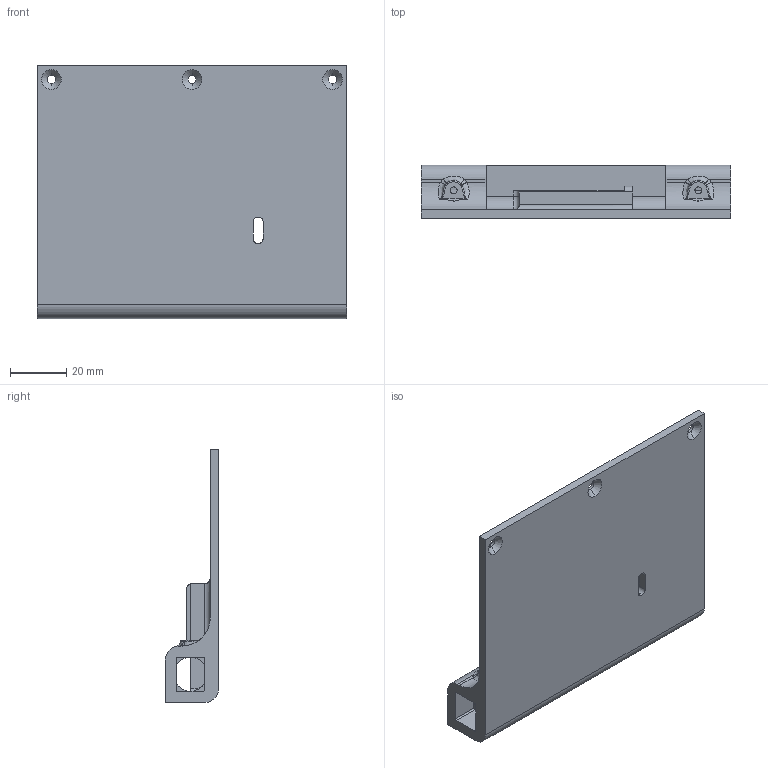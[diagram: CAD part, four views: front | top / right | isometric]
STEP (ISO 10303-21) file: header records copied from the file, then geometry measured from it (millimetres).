
FILE_DESCRIPTION (( 'STEP AP214' ), '1' );
FILE_NAME ('BasicDriveNule.STEP', '2024-05-10T16:13:04', ( '' ), ( '' ), 'SwSTEP 2.0', 'SolidWorks 2022', '' );
FILE_SCHEMA (( 'AUTOMOTIVE_DESIGN' ));
Length unit declared in the file: millimetre
Products named in the file (1): BasicDriveNule
Bounding box: 110 x 19 x 90 mm (x, y, z)
Volume: 45064 mm3; surface area: 28471 mm2
Topology: 1 solids, 1 shells, 166 faces, 441 edges, 277 vertices
Faces by surface type: cylinder 62, plane 61, bspline 20, torus 17, cone 6
Entity records: 6231 total; most frequent: CARTESIAN_POINT 2084, ORIENTED_EDGE 874, DIRECTION 860, EDGE_CURVE 437, AXIS2_PLACEMENT_3D 327, VERTEX_POINT 277, LINE 206, VECTOR 206
